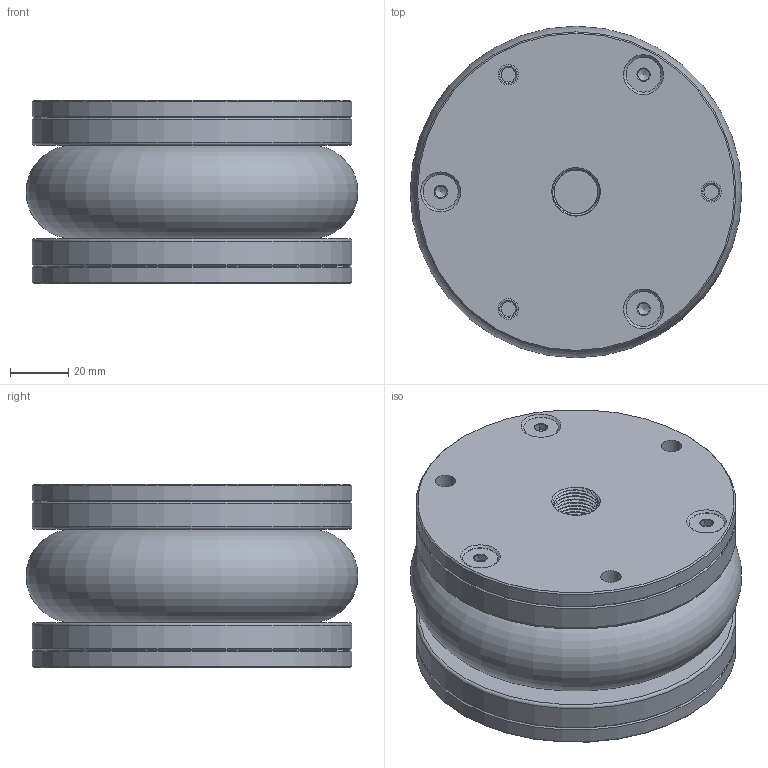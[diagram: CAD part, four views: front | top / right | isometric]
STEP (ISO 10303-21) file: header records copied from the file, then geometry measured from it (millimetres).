
FILE_DESCRIPTION(/* description */ (''),/* implementation_level */ '2;1');
FILE_NAME(/* name */ '6W-4_5x1-01.stp',/* time_stamp */ '2021-06-02T12:50:52+02:00',/* author */ (''),/* organization */ (''),/* preprocessor_version */ 'ST-DEVELOPER v18.1',/* originating_system */ 'SIEMENS PLM Software NX 1965',/* authorisation */ '');
FILE_SCHEMA (('AP203_CONFIGURATION_CONTROLLED_3D_DESIGN_OF_MECHANICAL_PARTS_AND_ASSEMBLIES_MIM_LF { 1 0 10303 403 2 1 2}'));
Length unit declared in the file: millimetre
Products named in the file (1): hoff2E689A942ivm
Bounding box: 114 x 114 x 63 mm (x, y, z)
Volume: 339752.3 mm3; surface area: 152486.6 mm2
Topology: 11 solids, 11 shells, 409 faces, 835 edges, 486 vertices
Faces by surface type: plane 132, cylinder 100, torus 88, cone 87, bspline 2
Full cylindrical faces by diameter (mm): 5 x12, 5.795 x6, 6.6 x6, 7 x6, 12 x6, 28 x2, 59 x2, 64.6 x2, 77.8 x2, 78 x2, 110 x4
Entity records: 11762 total; most frequent: CARTESIAN_POINT 3539, DIRECTION 1882, ORIENTED_EDGE 1310, AXIS2_PLACEMENT_3D 863, EDGE_CURVE 655, EDGE_LOOP 619, CIRCLE 455, VERTEX_POINT 452
